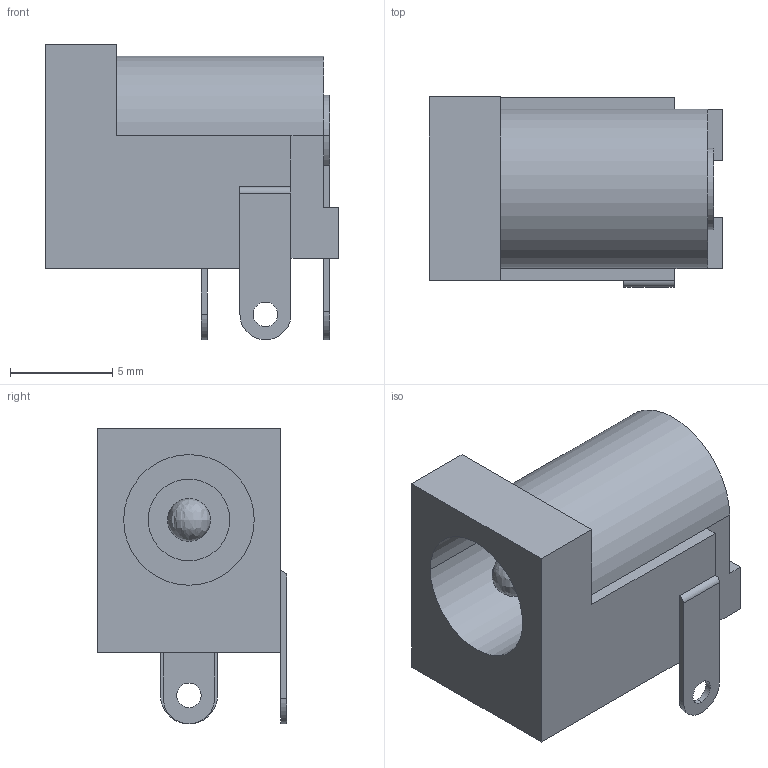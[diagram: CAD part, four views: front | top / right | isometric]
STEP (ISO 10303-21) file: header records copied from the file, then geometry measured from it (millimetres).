
FILE_DESCRIPTION(('FreeCAD Model'),'2;1');
FILE_NAME('Open CASCADE Shape Model','2022-10-07T16:25:31',( 'kicad StepUp'),('ksu MCAD'),'Open CASCADE STEP processor 7.5', 'FreeCAD','Unknown');
FILE_SCHEMA(('AUTOMOTIVE_DESIGN { 1 0 10303 214 1 1 1 1 }'));
Length unit declared in the file: millimetre
Products named in the file (1): C55885F7-5F8B-4AAA-AD75-46702BAA001D
Bounding box: 14.4 x 9.3 x 14.5 mm (x, y, z)
Volume: 913.3 mm3; surface area: 1147.2 mm2
Topology: 6 solids, 6 shells, 61 faces, 141 edges, 92 vertices
Faces by surface type: plane 37, cylinder 23, bspline 1
Entity records: 2232 total; most frequent: CARTESIAN_POINT 308, DIRECTION 307, ORIENTED_EDGE 278, EDGE_CURVE 139, AXIS2_PLACEMENT_3D 107, LINE 93, VECTOR 93, VERTEX_POINT 92
